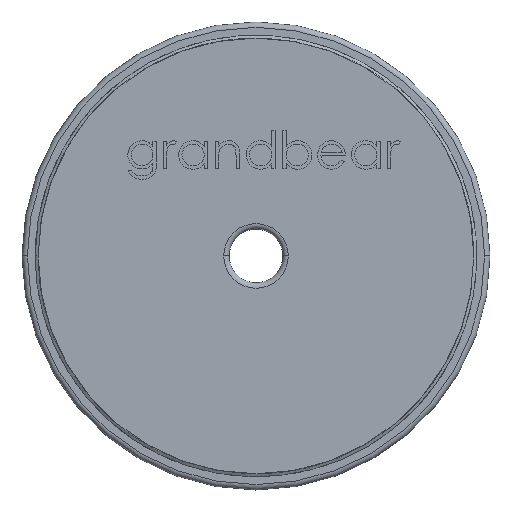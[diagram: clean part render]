
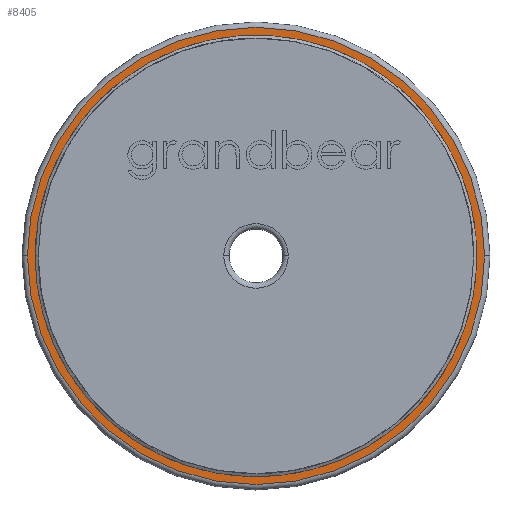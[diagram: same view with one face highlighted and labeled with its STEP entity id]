
A CAD part, top view. The second image highlights one B-rep face of the part: STEP entity #8405.
In plain terms, the highlighted planar face has unit normal (0, 0, 1).
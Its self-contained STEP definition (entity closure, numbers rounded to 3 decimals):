
#1 = CARTESIAN_POINT ( 'NONE',  ( -0.431, -20.526, 0. ) ) ;
#6 = CARTESIAN_POINT ( 'NONE',  ( 7.695, -19.023, 0. ) ) ;
#30 = CIRCLE ( 'NONE', #8225, 21.25 ) ;
#91 = CARTESIAN_POINT ( 'NONE',  ( 20.533, 0.205, 0. ) ) ;
#155 = CARTESIAN_POINT ( 'NONE',  ( -20.25, 0., 0. ) ) ;
#251 = CARTESIAN_POINT ( 'NONE',  ( 20.205, 3.535, 0. ) ) ;
#253 = B_SPLINE_CURVE_WITH_KNOTS ( 'NONE', 3,
 ( #7614, #3707, #2066, #2788, #292, #7819, #5025, #1436, #3410, #1603, #6455, #762, #251, #91, #7779, #4176, #2111, #2832 ),
 .UNSPECIFIED., .F., .F.,
 ( 4, 2, 2, 2, 2, 2, 2, 2, 4 ),
 ( 0., 0.005, 0.01, 0.015, 0.02, 0.025, 0.03, 0.035, 0.04 ),
 .UNSPECIFIED. ) ;
#292 = CARTESIAN_POINT ( 'NONE',  ( 8.17, 18.667, 0. ) ) ;
#301 = CARTESIAN_POINT ( 'NONE',  ( -19.28, -6.549, 0. ) ) ;
#307 = CIRCLE ( 'NONE', #5902, 20.25 ) ;
#402 = PLANE ( 'NONE',  #6842 ) ;
#420 = EDGE_CURVE ( 'NONE', #5955, #2179, #307, .T. ) ;
#464 = ORIENTED_EDGE ( 'NONE', *, *, #1395, .T. ) ;
#762 = CARTESIAN_POINT ( 'NONE',  ( 19.836, 5.179, 0. ) ) ;
#810 = CARTESIAN_POINT ( 'NONE',  ( 12.396, -16.409, 0. ) ) ;
#885 = CARTESIAN_POINT ( 'NONE',  ( -16.188, -12.429, 0. ) ) ;
#896 = VERTEX_POINT ( 'NONE', #7978 ) ;
#898 = DIRECTION ( 'NONE',  ( 0., 0., 1. ) ) ;
#1033 = DIRECTION ( 'NONE',  ( 1., 0., 0. ) ) ;
#1209 = ORIENTED_EDGE ( 'NONE', *, *, #5397, .T. ) ;
#1247 = FACE_OUTER_BOUND ( 'NONE', #2189, .T. ) ;
#1288 = AXIS2_PLACEMENT_3D ( 'NONE', #8449, #6326, #5109 ) ;
#1341 = CARTESIAN_POINT ( 'NONE',  ( 7.695, -19.023, 0. ) ) ;
#1395 = EDGE_CURVE ( 'NONE', #5955, #1578, #253, .T. ) ;
#1436 = CARTESIAN_POINT ( 'NONE',  ( 14.985, 13.887, 0. ) ) ;
#1572 = DIRECTION ( 'NONE',  ( 0., 0., 1. ) ) ;
#1578 = VERTEX_POINT ( 'NONE', #5279 ) ;
#1603 = CARTESIAN_POINT ( 'NONE',  ( 17.949, 9.833, 0. ) ) ;
#1612 = CARTESIAN_POINT ( 'NONE',  ( -12.716, -16.007, 0. ) ) ;
#2066 = CARTESIAN_POINT ( 'NONE',  ( 3.346, 20.066, 0. ) ) ;
#2108 = VERTEX_POINT ( 'NONE', #8838 ) ;
#2111 = CARTESIAN_POINT ( 'NONE',  ( 19.553, -6.412, 0. ) ) ;
#2179 = VERTEX_POINT ( 'NONE', #155 ) ;
#2189 = EDGE_LOOP ( 'NONE', ( #1209, #8354 ) ) ;
#2283 = CARTESIAN_POINT ( 'NONE',  ( -18.688, -8.114, 0. ) ) ;
#2349 = EDGE_CURVE ( 'NONE', #1578, #3017, #6462, .T. ) ;
#2462 = CARTESIAN_POINT ( 'NONE',  ( 0., 20.25, 0. ) ) ;
#2740 = CARTESIAN_POINT ( 'NONE',  ( -3.732, -20.165, 0. ) ) ;
#2788 = CARTESIAN_POINT ( 'NONE',  ( 6.596, 19.268, 0. ) ) ;
#2832 = CARTESIAN_POINT ( 'NONE',  ( 18.915, -7.958, 0. ) ) ;
#2961 = CARTESIAN_POINT ( 'NONE',  ( -9.968, -17.872, 0. ) ) ;
#3017 = VERTEX_POINT ( 'NONE', #8429 ) ;
#3091 = DIRECTION ( 'NONE',  ( 1., 0., 0. ) ) ;
#3145 = CARTESIAN_POINT ( 'NONE',  ( 0., 0., 0. ) ) ;
#3408 = CARTESIAN_POINT ( 'NONE',  ( 1.241, -20.505, 0. ) ) ;
#3410 = CARTESIAN_POINT ( 'NONE',  ( 16.088, 12.612, 0. ) ) ;
#3455 = CARTESIAN_POINT ( 'NONE',  ( 8.945, -18.518, 0. ) ) ;
#3707 = CARTESIAN_POINT ( 'NONE',  ( 1.673, 20.262, 0. ) ) ;
#3733 = B_SPLINE_CURVE_WITH_KNOTS ( 'NONE', 3,
 ( #1341, #4079, #6830, #3408, #1, #2740, #5481, #8238, #2961, #1612, #5617, #885, #5747, #2283, #301, #7006, #5035, #7137 ),
 .UNSPECIFIED., .F., .F.,
 ( 4, 2, 2, 2, 2, 2, 2, 2, 4 ),
 ( 0., 0.005, 0.01, 0.015, 0.02, 0.025, 0.03, 0.035, 0.04 ),
 .UNSPECIFIED. ) ;
#4079 = CARTESIAN_POINT ( 'NONE',  ( 6.151, -19.636, 0. ) ) ;
#4176 = CARTESIAN_POINT ( 'NONE',  ( 20.001, -4.787, 0. ) ) ;
#4400 = ORIENTED_EDGE ( 'NONE', *, *, #420, .F. ) ;
#4458 = DIRECTION ( 'NONE',  ( 1., 0., 0. ) ) ;
#5025 = CARTESIAN_POINT ( 'NONE',  ( 12.503, 16.13, 0. ) ) ;
#5035 = CARTESIAN_POINT ( 'NONE',  ( -20.26, -1.661, 0. ) ) ;
#5109 = DIRECTION ( 'NONE',  ( 1., 0., 0. ) ) ;
#5175 = CIRCLE ( 'NONE', #1288, 21.25 ) ;
#5279 = CARTESIAN_POINT ( 'NONE',  ( 18.915, -7.958, 0. ) ) ;
#5397 = EDGE_CURVE ( 'NONE', #2108, #896, #5175, .T. ) ;
#5481 = CARTESIAN_POINT ( 'NONE',  ( -5.362, -19.782, 0. ) ) ;
#5617 = CARTESIAN_POINT ( 'NONE',  ( -13.975, -14.905, 0. ) ) ;
#5620 = CARTESIAN_POINT ( 'NONE',  ( 17.746, -10.391, 0. ) ) ;
#5747 = CARTESIAN_POINT ( 'NONE',  ( -17.142, -11.054, 0. ) ) ;
#5902 = AXIS2_PLACEMENT_3D ( 'NONE', #7334, #5983, #4458 ) ;
#5955 = VERTEX_POINT ( 'NONE', #2462 ) ;
#5983 = DIRECTION ( 'NONE',  ( 0., 0., 1. ) ) ;
#6326 = DIRECTION ( 'NONE',  ( 0., 0., 1. ) ) ;
#6455 = CARTESIAN_POINT ( 'NONE',  ( 18.708, 8.329, 0. ) ) ;
#6462 = B_SPLINE_CURVE_WITH_KNOTS ( 'NONE', 3,
 ( #8376, #6794, #5620, #6967, #7522, #6879, #810, #8244, #3455, #6 ),
 .UNSPECIFIED., .F., .F.,
 ( 4, 2, 2, 2, 4 ),
 ( 0., 0.004, 0.008, 0.012, 0.016 ),
 .UNSPECIFIED. ) ;
#6477 = CARTESIAN_POINT ( 'NONE',  ( 0., 0., 0. ) ) ;
#6561 = FACE_BOUND ( 'NONE', #8903, .T. ) ;
#6794 = CARTESIAN_POINT ( 'NONE',  ( 18.392, -9.201, 0. ) ) ;
#6830 = CARTESIAN_POINT ( 'NONE',  ( 4.534, -20.06, 0. ) ) ;
#6842 = AXIS2_PLACEMENT_3D ( 'NONE', #3145, #1572, #3091 ) ;
#6879 = CARTESIAN_POINT ( 'NONE',  ( 13.45, -15.557, 0. ) ) ;
#6967 = CARTESIAN_POINT ( 'NONE',  ( 16.235, -12.623, 0. ) ) ;
#6977 = EDGE_CURVE ( 'NONE', #896, #2108, #30, .T. ) ;
#7006 = CARTESIAN_POINT ( 'NONE',  ( -20.066, -3.323, 0. ) ) ;
#7137 = CARTESIAN_POINT ( 'NONE',  ( -20.25, 0., 0. ) ) ;
#7334 = CARTESIAN_POINT ( 'NONE',  ( 0., 0., 0. ) ) ;
#7522 = CARTESIAN_POINT ( 'NONE',  ( 15.369, -13.664, 0. ) ) ;
#7584 = ORIENTED_EDGE ( 'NONE', *, *, #2349, .T. ) ;
#7614 = CARTESIAN_POINT ( 'NONE',  ( 0., 20.25, 0. ) ) ;
#7693 = ORIENTED_EDGE ( 'NONE', *, *, #8288, .T. ) ;
#7779 = CARTESIAN_POINT ( 'NONE',  ( 20.49, -1.479, 0. ) ) ;
#7819 = CARTESIAN_POINT ( 'NONE',  ( 11.123, 17.098, 0. ) ) ;
#7978 = CARTESIAN_POINT ( 'NONE',  ( -21.25, 0., 0. ) ) ;
#8225 = AXIS2_PLACEMENT_3D ( 'NONE', #6477, #898, #1033 ) ;
#8238 = CARTESIAN_POINT ( 'NONE',  ( -8.479, -18.636, 0. ) ) ;
#8244 = CARTESIAN_POINT ( 'NONE',  ( 10.144, -17.889, 0. ) ) ;
#8288 = EDGE_CURVE ( 'NONE', #3017, #2179, #3733, .T. ) ;
#8354 = ORIENTED_EDGE ( 'NONE', *, *, #6977, .T. ) ;
#8376 = CARTESIAN_POINT ( 'NONE',  ( 18.915, -7.958, 0. ) ) ;
#8405 = ADVANCED_FACE ( 'NONE', ( #1247, #6561 ), #402, .T. ) ;
#8429 = CARTESIAN_POINT ( 'NONE',  ( 7.695, -19.023, 0. ) ) ;
#8449 = CARTESIAN_POINT ( 'NONE',  ( 0., 0., 0. ) ) ;
#8838 = CARTESIAN_POINT ( 'NONE',  ( 21.25, 0., 0. ) ) ;
#8903 = EDGE_LOOP ( 'NONE', ( #7584, #7693, #4400, #464 ) ) ;
